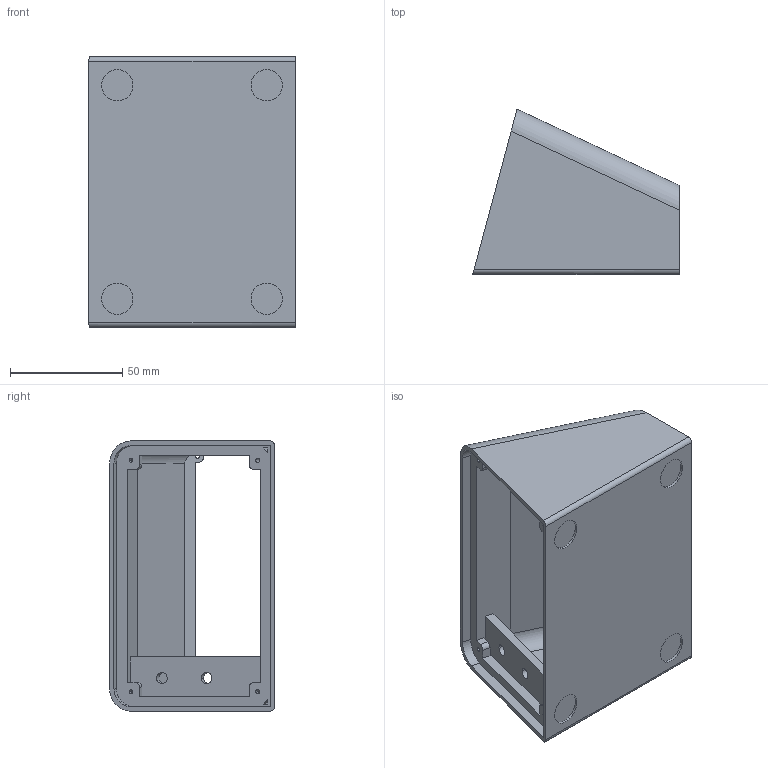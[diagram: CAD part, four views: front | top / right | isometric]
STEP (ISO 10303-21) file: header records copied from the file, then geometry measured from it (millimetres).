
FILE_DESCRIPTION (( 'STEP AP214' ), '1' );
FILE_NAME ('Housing v2.STEP', '2025-09-20T16:47:31', ( '' ), ( '' ), 'SwSTEP 2.0', 'SolidWorks 2025', '' );
FILE_SCHEMA (( 'AUTOMOTIVE_DESIGN' ));
Length unit declared in the file: inch
Products named in the file (1): Housing v2
Bounding box: 92.08 x 73.6 x 120.65 mm (x, y, z)
Volume: 101930.3 mm3; surface area: 64606.2 mm2
Topology: 1 solids, 2 shells, 140 faces, 374 edges, 248 vertices
Faces by surface type: plane 76, cylinder 58, bspline 6
Entity records: 4878 total; most frequent: CARTESIAN_POINT 1332, ORIENTED_EDGE 748, DIRECTION 702, EDGE_CURVE 374, VERTEX_POINT 248, LINE 244, VECTOR 244, AXIS2_PLACEMENT_3D 229
